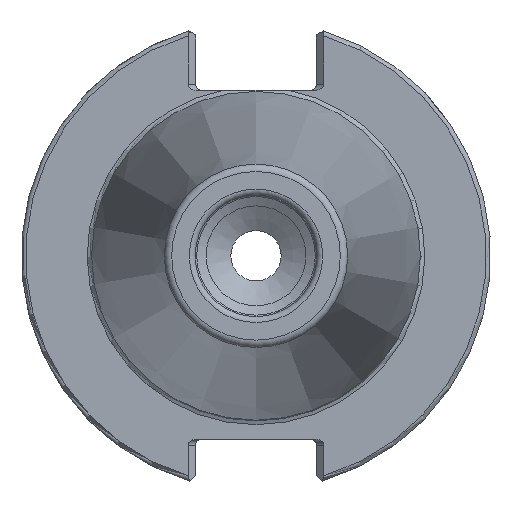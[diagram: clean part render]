
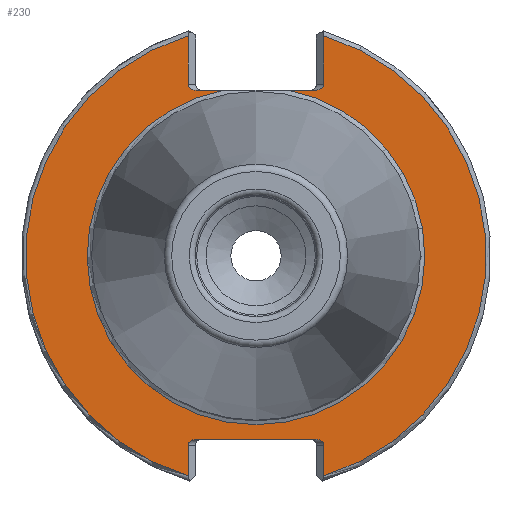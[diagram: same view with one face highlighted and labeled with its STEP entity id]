
A CAD part, left-side view. The second image highlights one B-rep face of the part: STEP entity #230.
In plain terms, the highlighted planar face has unit normal (-1, 0, 0).
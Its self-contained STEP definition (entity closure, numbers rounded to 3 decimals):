
#26 = LINE ( 'NONE', #3226, #321 ) ;
#32 = DIRECTION ( 'NONE',  ( 0., 0., 1. ) ) ;
#35 = EDGE_CURVE ( 'NONE', #2066, #3267, #3100, .T. ) ;
#70 = DIRECTION ( 'NONE',  ( 0., 0., 1. ) ) ;
#150 = DIRECTION ( 'NONE',  ( 0., 0., 1. ) ) ;
#176 = EDGE_CURVE ( 'NONE', #2650, #3119, #1237, .T. ) ;
#181 = VERTEX_POINT ( 'NONE', #1646 ) ;
#201 = ORIENTED_EDGE ( 'NONE', *, *, #2157, .F. ) ;
#230 = ADVANCED_FACE ( 'NONE', ( #3532 ), #2239, .F. ) ;
#231 = ORIENTED_EDGE ( 'NONE', *, *, #35, .T. ) ;
#247 =( BOUNDED_CURVE ( )  B_SPLINE_CURVE ( 3, ( #1460, #2114, #1773, #1801 ),
 .UNSPECIFIED., .F., .T. ) 
 B_SPLINE_CURVE_WITH_KNOTS ( ( 4, 4 ),
 ( 3.142, 4.712 ),
 .UNSPECIFIED. ) 
 CURVE ( )  GEOMETRIC_REPRESENTATION_ITEM ( )  RATIONAL_B_SPLINE_CURVE ( ( 1., 0.805, 0.805, 1. ) ) 
 REPRESENTATION_ITEM ( '' )  );
#273 = VECTOR ( 'NONE', #2920, 1000. ) ;
#321 = VECTOR ( 'NONE', #3217, 1000. ) ;
#334 = EDGE_CURVE ( 'NONE', #616, #181, #1899, .T. ) ;
#420 = CARTESIAN_POINT ( 'NONE',  ( 3.175, 22.825, 0. ) ) ;
#437 = EDGE_CURVE ( 'NONE', #1161, #2650, #247, .T. ) ;
#449 = CARTESIAN_POINT ( 'NONE',  ( 3.175, 0., 0. ) ) ;
#511 = CARTESIAN_POINT ( 'NONE',  ( 3.175, 9.18, -25.131 ) ) ;
#515 = EDGE_CURVE ( 'NONE', #616, #1244, #1041, .T. ) ;
#529 = CARTESIAN_POINT ( 'NONE',  ( 3.175, -9.18, 23.2 ) ) ;
#616 = VERTEX_POINT ( 'NONE', #2902 ) ;
#667 = CARTESIAN_POINT ( 'NONE',  ( 3.175, 22.825, 22.4 ) ) ;
#675 = CARTESIAN_POINT ( 'NONE',  ( 3.175, 9.18, 23.2 ) ) ;
#682 = EDGE_CURVE ( 'NONE', #1356, #1879, #2158, .T. ) ;
#689 = DIRECTION ( 'NONE',  ( -1., 0., 0. ) ) ;
#695 = CARTESIAN_POINT ( 'NONE',  ( 3.175, 9.18, -29.767 ) ) ;
#706 = CARTESIAN_POINT ( 'NONE',  ( 3.175, 22.825, 22.4 ) ) ;
#709 = CARTESIAN_POINT ( 'NONE',  ( 3.175, -9.18, -25.131 ) ) ;
#723 = DIRECTION ( 'NONE',  ( -1., 0., 0. ) ) ;
#771 = CARTESIAN_POINT ( 'NONE',  ( 3.175, -8.049, -24.8 ) ) ;
#787 = CARTESIAN_POINT ( 'NONE',  ( 3.175, -9.18, -31.75 ) ) ;
#808 = CARTESIAN_POINT ( 'NONE',  ( 3.175, 9.18, 23.2 ) ) ;
#831 = AXIS2_PLACEMENT_3D ( 'NONE', #449, #723, #150 ) ;
#893 = EDGE_CURVE ( 'NONE', #3955, #181, #3338, .T. ) ;
#1032 = VECTOR ( 'NONE', #2101, 1000. ) ;
#1041 = CIRCLE ( 'NONE', #1896, 31.15 ) ;
#1089 = VECTOR ( 'NONE', #1898, 1000. ) ;
#1140 = VERTEX_POINT ( 'NONE', #3879 ) ;
#1161 = VERTEX_POINT ( 'NONE', #529 ) ;
#1211 =( BOUNDED_CURVE ( )  B_SPLINE_CURVE ( 3, ( #3242, #511, #1436, #1735 ),
 .UNSPECIFIED., .F., .F. ) 
 B_SPLINE_CURVE_WITH_KNOTS ( ( 4, 4 ),
 ( 3.142, 4.712 ),
 .UNSPECIFIED. ) 
 CURVE ( )  GEOMETRIC_REPRESENTATION_ITEM ( )  RATIONAL_B_SPLINE_CURVE ( ( 1., 0.805, 0.805, 1. ) ) 
 REPRESENTATION_ITEM ( '' )  );
#1237 = LINE ( 'NONE', #706, #273 ) ;
#1244 = VERTEX_POINT ( 'NONE', #1313 ) ;
#1247 = DIRECTION ( 'NONE',  ( 0., 0., 1. ) ) ;
#1249 = ORIENTED_EDGE ( 'NONE', *, *, #2302, .T. ) ;
#1268 = CIRCLE ( 'NONE', #3772, 22.825 ) ;
#1283 = CARTESIAN_POINT ( 'NONE',  ( 3.175, 9.18, -31.75 ) ) ;
#1313 = CARTESIAN_POINT ( 'NONE',  ( 3.175, -9.18, 29.767 ) ) ;
#1356 = VERTEX_POINT ( 'NONE', #695 ) ;
#1371 = CARTESIAN_POINT ( 'NONE',  ( 3.175, -8.049, -24.8 ) ) ;
#1396 = ORIENTED_EDGE ( 'NONE', *, *, #334, .F. ) ;
#1436 = CARTESIAN_POINT ( 'NONE',  ( 3.175, 8.711, -24.8 ) ) ;
#1457 = ORIENTED_EDGE ( 'NONE', *, *, #1689, .T. ) ;
#1460 = CARTESIAN_POINT ( 'NONE',  ( 3.175, -9.18, 23.2 ) ) ;
#1559 = DIRECTION ( 'NONE',  ( -1., 0., 0. ) ) ;
#1646 = CARTESIAN_POINT ( 'NONE',  ( 3.175, -9.18, -25.6 ) ) ;
#1653 = CARTESIAN_POINT ( 'NONE',  ( 3.175, -4.384, 22.4 ) ) ;
#1670 = LINE ( 'NONE', #3327, #2619 ) ;
#1689 = EDGE_CURVE ( 'NONE', #3267, #3172, #3050, .T. ) ;
#1695 = EDGE_CURVE ( 'NONE', #2066, #3119, #1268, .T. ) ;
#1718 = ORIENTED_EDGE ( 'NONE', *, *, #2084, .F. ) ;
#1735 = CARTESIAN_POINT ( 'NONE',  ( 3.175, 8.049, -24.8 ) ) ;
#1773 = CARTESIAN_POINT ( 'NONE',  ( 3.175, -8.711, 22.4 ) ) ;
#1777 = CARTESIAN_POINT ( 'NONE',  ( 3.175, 8.049, 22.4 ) ) ;
#1782 = CARTESIAN_POINT ( 'NONE',  ( 3.175, 4.384, 22.4 ) ) ;
#1783 = ORIENTED_EDGE ( 'NONE', *, *, #1695, .F. ) ;
#1801 = CARTESIAN_POINT ( 'NONE',  ( 3.175, -8.049, 22.4 ) ) ;
#1864 = ORIENTED_EDGE ( 'NONE', *, *, #437, .T. ) ;
#1879 = VERTEX_POINT ( 'NONE', #1996 ) ;
#1894 = CARTESIAN_POINT ( 'NONE',  ( 3.175, 8.711, 22.4 ) ) ;
#1896 = AXIS2_PLACEMENT_3D ( 'NONE', #2135, #1559, #1247 ) ;
#1898 = DIRECTION ( 'NONE',  ( 0., 1., 0. ) ) ;
#1899 = LINE ( 'NONE', #787, #3200 ) ;
#1938 = VECTOR ( 'NONE', #32, 1000. ) ;
#1996 = CARTESIAN_POINT ( 'NONE',  ( 3.175, 9.18, -25.6 ) ) ;
#2021 = ORIENTED_EDGE ( 'NONE', *, *, #3686, .T. ) ;
#2066 = VERTEX_POINT ( 'NONE', #1782 ) ;
#2084 = EDGE_CURVE ( 'NONE', #1140, #3172, #1670, .T. ) ;
#2089 = EDGE_LOOP ( 'NONE', ( #3767, #1249, #3271, #2299, #1396, #2833, #201, #1864, #3654, #1783, #231, #1457, #1718, #2021 ) ) ;
#2093 = DIRECTION ( 'NONE',  ( 0., 0., -1. ) ) ;
#2101 = DIRECTION ( 'NONE',  ( 0., -1., 0. ) ) ;
#2114 = CARTESIAN_POINT ( 'NONE',  ( 3.175, -9.18, 22.731 ) ) ;
#2129 = CARTESIAN_POINT ( 'NONE',  ( 3.175, 8.049, -24.8 ) ) ;
#2135 = CARTESIAN_POINT ( 'NONE',  ( 3.175, 0., 0. ) ) ;
#2157 = EDGE_CURVE ( 'NONE', #1161, #1244, #26, .T. ) ;
#2158 = LINE ( 'NONE', #1283, #1938 ) ;
#2196 = CARTESIAN_POINT ( 'NONE',  ( 3.175, 9.18, 22.731 ) ) ;
#2239 = PLANE ( 'NONE',  #3359 ) ;
#2286 = DIRECTION ( 'NONE',  ( 1., 0., 0. ) ) ;
#2299 = ORIENTED_EDGE ( 'NONE', *, *, #893, .T. ) ;
#2302 = EDGE_CURVE ( 'NONE', #1879, #3440, #1211, .T. ) ;
#2312 = DIRECTION ( 'NONE',  ( 0., 0., 1. ) ) ;
#2501 = CARTESIAN_POINT ( 'NONE',  ( 3.175, 8.049, 22.4 ) ) ;
#2541 = CARTESIAN_POINT ( 'NONE',  ( 3.175, -8.711, -24.8 ) ) ;
#2603 = DIRECTION ( 'NONE',  ( 0., 0., -1. ) ) ;
#2619 = VECTOR ( 'NONE', #2093, 1000. ) ;
#2650 = VERTEX_POINT ( 'NONE', #3702 ) ;
#2833 = ORIENTED_EDGE ( 'NONE', *, *, #515, .T. ) ;
#2900 = LINE ( 'NONE', #3908, #1032 ) ;
#2902 = CARTESIAN_POINT ( 'NONE',  ( 3.175, -9.18, -29.767 ) ) ;
#2920 = DIRECTION ( 'NONE',  ( 0., 1., 0. ) ) ;
#3050 =( BOUNDED_CURVE ( )  B_SPLINE_CURVE ( 3, ( #2501, #1894, #2196, #675 ),
 .UNSPECIFIED., .F., .F. ) 
 B_SPLINE_CURVE_WITH_KNOTS ( ( 4, 4 ),
 ( 4.712, 6.283 ),
 .UNSPECIFIED. ) 
 CURVE ( )  GEOMETRIC_REPRESENTATION_ITEM ( )  RATIONAL_B_SPLINE_CURVE ( ( 1., 0.805, 0.805, 1. ) ) 
 REPRESENTATION_ITEM ( '' )  );
#3100 = LINE ( 'NONE', #667, #1089 ) ;
#3119 = VERTEX_POINT ( 'NONE', #1653 ) ;
#3147 = CARTESIAN_POINT ( 'NONE',  ( 3.175, 0., 0. ) ) ;
#3172 = VERTEX_POINT ( 'NONE', #808 ) ;
#3200 = VECTOR ( 'NONE', #2312, 1000. ) ;
#3217 = DIRECTION ( 'NONE',  ( 0., 0., 1. ) ) ;
#3226 = CARTESIAN_POINT ( 'NONE',  ( 3.175, -9.18, 0. ) ) ;
#3242 = CARTESIAN_POINT ( 'NONE',  ( 3.175, 9.18, -25.6 ) ) ;
#3267 = VERTEX_POINT ( 'NONE', #1777 ) ;
#3271 = ORIENTED_EDGE ( 'NONE', *, *, #3930, .T. ) ;
#3327 = CARTESIAN_POINT ( 'NONE',  ( 3.175, 9.18, 0. ) ) ;
#3338 =( BOUNDED_CURVE ( )  B_SPLINE_CURVE ( 3, ( #1371, #2541, #709, #3760 ),
 .UNSPECIFIED., .F., .F. ) 
 B_SPLINE_CURVE_WITH_KNOTS ( ( 4, 4 ),
 ( 4.712, 6.283 ),
 .UNSPECIFIED. ) 
 CURVE ( )  GEOMETRIC_REPRESENTATION_ITEM ( )  RATIONAL_B_SPLINE_CURVE ( ( 1., 0.805, 0.805, 1. ) ) 
 REPRESENTATION_ITEM ( '' )  );
#3359 = AXIS2_PLACEMENT_3D ( 'NONE', #420, #2286, #2603 ) ;
#3440 = VERTEX_POINT ( 'NONE', #2129 ) ;
#3532 = FACE_OUTER_BOUND ( 'NONE', #2089, .T. ) ;
#3654 = ORIENTED_EDGE ( 'NONE', *, *, #176, .T. ) ;
#3686 = EDGE_CURVE ( 'NONE', #1140, #1356, #3856, .T. ) ;
#3702 = CARTESIAN_POINT ( 'NONE',  ( 3.175, -8.049, 22.4 ) ) ;
#3760 = CARTESIAN_POINT ( 'NONE',  ( 3.175, -9.18, -25.6 ) ) ;
#3767 = ORIENTED_EDGE ( 'NONE', *, *, #682, .T. ) ;
#3772 = AXIS2_PLACEMENT_3D ( 'NONE', #3147, #689, #70 ) ;
#3856 = CIRCLE ( 'NONE', #831, 31.15 ) ;
#3879 = CARTESIAN_POINT ( 'NONE',  ( 3.175, 9.18, 29.767 ) ) ;
#3908 = CARTESIAN_POINT ( 'NONE',  ( 3.175, -9.18, -24.8 ) ) ;
#3930 = EDGE_CURVE ( 'NONE', #3440, #3955, #2900, .T. ) ;
#3955 = VERTEX_POINT ( 'NONE', #771 ) ;
